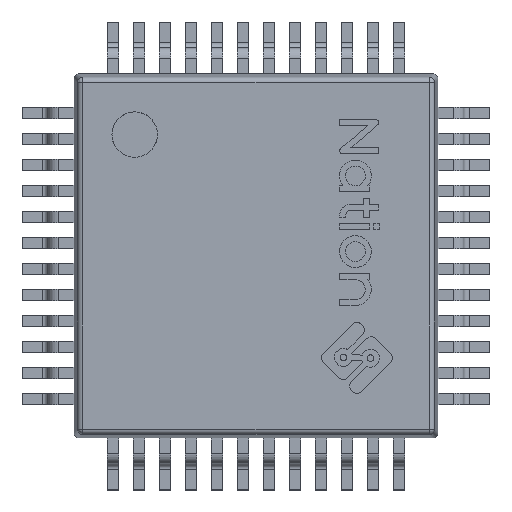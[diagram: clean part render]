
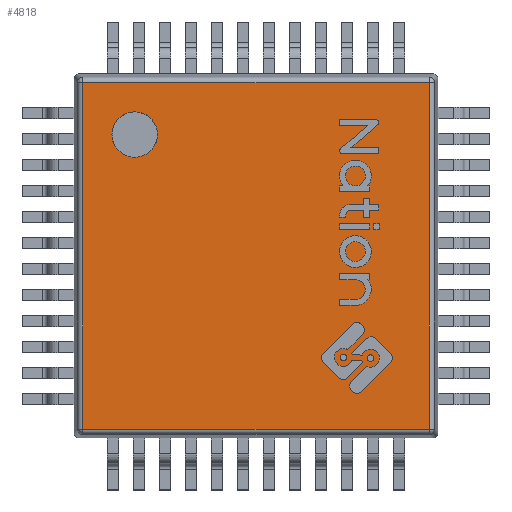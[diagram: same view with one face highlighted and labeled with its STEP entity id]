
A CAD part, top view. The second image highlights one B-rep face of the part: STEP entity #4818.
In plain terms, the highlighted planar face has unit normal (0, 0, 1).
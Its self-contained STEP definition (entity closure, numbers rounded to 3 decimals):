
#48 = DIRECTION ( 'NONE',  ( 0., 0., -1. ) ) ;
#57 = VECTOR ( 'NONE', #3888, 1000. ) ;
#240 = CARTESIAN_POINT ( 'NONE',  ( 6.834, 0.166, 1.6 ) ) ;
#620 = EDGE_CURVE ( 'NONE', #9593, #1626, #9716, .T. ) ;
#681 = EDGE_LOOP ( 'NONE', ( #796, #6456 ) ) ;
#796 = ORIENTED_EDGE ( 'NONE', *, *, #8276, .T. ) ;
#1028 = CIRCLE ( 'NONE', #7888, 0.437 ) ;
#1258 = CARTESIAN_POINT ( 'NONE',  ( 0.729, 5.833, 1.6 ) ) ;
#1571 = CARTESIAN_POINT ( 'NONE',  ( 0., 0., 1.6 ) ) ;
#1626 = VERTEX_POINT ( 'NONE', #7363 ) ;
#1929 = CARTESIAN_POINT ( 'NONE',  ( 6.834, 0.076, 1.6 ) ) ;
#2605 = ORIENTED_EDGE ( 'NONE', *, *, #2833, .F. ) ;
#2652 = DIRECTION ( 'NONE',  ( 0., -1., 0. ) ) ;
#2752 = LINE ( 'NONE', #5274, #57 ) ;
#2788 = AXIS2_PLACEMENT_3D ( 'NONE', #8528, #48, #3174 ) ;
#2833 = EDGE_CURVE ( 'NONE', #4497, #7605, #3388, .T. ) ;
#2866 = VECTOR ( 'NONE', #2652, 1000. ) ;
#3018 = EDGE_CURVE ( 'NONE', #8031, #4497, #4426, .T. ) ;
#3174 = DIRECTION ( 'NONE',  ( 1., 0., 0. ) ) ;
#3388 = LINE ( 'NONE', #3552, #3509 ) ;
#3509 = VECTOR ( 'NONE', #5858, 1000. ) ;
#3552 = CARTESIAN_POINT ( 'NONE',  ( 0.166, 0.076, 1.6 ) ) ;
#3701 = DIRECTION ( 'NONE',  ( 1., 0., 0. ) ) ;
#3888 = DIRECTION ( 'NONE',  ( 1., 0., 0. ) ) ;
#4426 = LINE ( 'NONE', #9287, #5881 ) ;
#4497 = VERTEX_POINT ( 'NONE', #5827 ) ;
#4818 = ADVANCED_FACE ( 'NONE', ( #9121, #9723 ), #6220, .T. ) ;
#4988 = ORIENTED_EDGE ( 'NONE', *, *, #7755, .F. ) ;
#5110 = EDGE_LOOP ( 'NONE', ( #6383, #4988, #2605, #7949 ) ) ;
#5264 = LINE ( 'NONE', #1929, #2866 ) ;
#5274 = CARTESIAN_POINT ( 'NONE',  ( 0.076, 6.834, 1.6 ) ) ;
#5424 = CARTESIAN_POINT ( 'NONE',  ( 6.834, 6.834, 1.6 ) ) ;
#5827 = CARTESIAN_POINT ( 'NONE',  ( 0.166, 0.166, 1.6 ) ) ;
#5858 = DIRECTION ( 'NONE',  ( 0., 1., 0. ) ) ;
#5881 = VECTOR ( 'NONE', #7150, 1000. ) ;
#6220 = PLANE ( 'NONE',  #6639 ) ;
#6383 = ORIENTED_EDGE ( 'NONE', *, *, #7943, .F. ) ;
#6456 = ORIENTED_EDGE ( 'NONE', *, *, #620, .T. ) ;
#6639 = AXIS2_PLACEMENT_3D ( 'NONE', #1571, #6990, #7773 ) ;
#6990 = DIRECTION ( 'NONE',  ( 0., 0., 1. ) ) ;
#7150 = DIRECTION ( 'NONE',  ( -1., 0., 0. ) ) ;
#7363 = CARTESIAN_POINT ( 'NONE',  ( 1.604, 5.833, 1.6 ) ) ;
#7545 = DIRECTION ( 'NONE',  ( 0., 0., -1. ) ) ;
#7605 = VERTEX_POINT ( 'NONE', #9010 ) ;
#7755 = EDGE_CURVE ( 'NONE', #7605, #8444, #2752, .T. ) ;
#7773 = DIRECTION ( 'NONE',  ( 1., 0., 0. ) ) ;
#7888 = AXIS2_PLACEMENT_3D ( 'NONE', #9888, #7545, #3701 ) ;
#7943 = EDGE_CURVE ( 'NONE', #8444, #8031, #5264, .T. ) ;
#7949 = ORIENTED_EDGE ( 'NONE', *, *, #3018, .F. ) ;
#8031 = VERTEX_POINT ( 'NONE', #240 ) ;
#8276 = EDGE_CURVE ( 'NONE', #1626, #9593, #1028, .T. ) ;
#8444 = VERTEX_POINT ( 'NONE', #5424 ) ;
#8528 = CARTESIAN_POINT ( 'NONE',  ( 1.167, 5.833, 1.6 ) ) ;
#9010 = CARTESIAN_POINT ( 'NONE',  ( 0.166, 6.834, 1.6 ) ) ;
#9121 = FACE_BOUND ( 'NONE', #681, .T. ) ;
#9287 = CARTESIAN_POINT ( 'NONE',  ( 0.076, 0.166, 1.6 ) ) ;
#9593 = VERTEX_POINT ( 'NONE', #1258 ) ;
#9716 = CIRCLE ( 'NONE', #2788, 0.437 ) ;
#9723 = FACE_OUTER_BOUND ( 'NONE', #5110, .T. ) ;
#9888 = CARTESIAN_POINT ( 'NONE',  ( 1.167, 5.833, 1.6 ) ) ;
